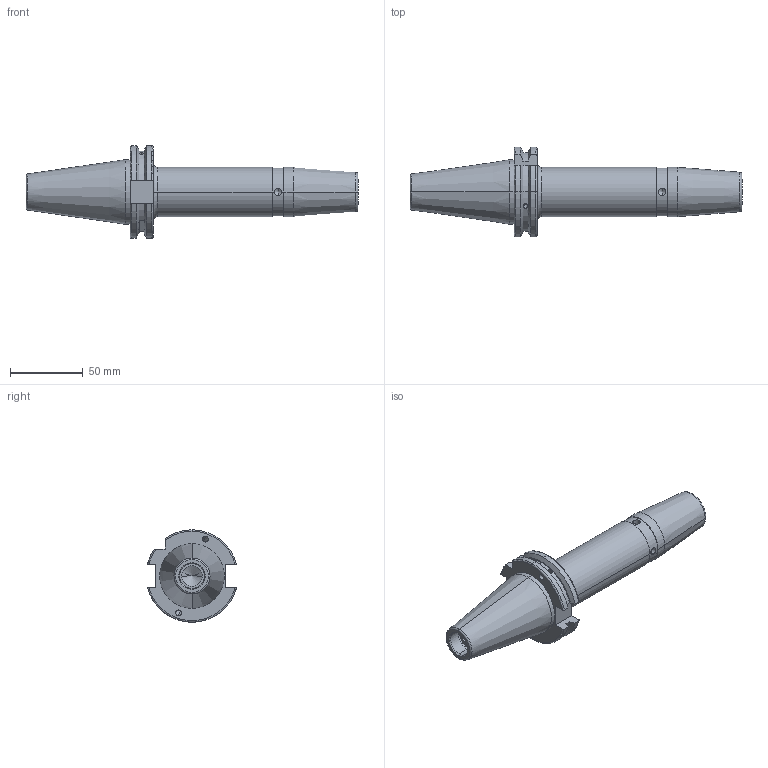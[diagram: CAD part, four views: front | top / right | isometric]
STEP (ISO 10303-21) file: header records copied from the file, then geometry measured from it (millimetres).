
FILE_DESCRIPTION (( 'STEP AP203' ), '1' );
FILE_NAME ('91406-SR214160.STEP', '2023-06-03T12:44:24', ( '' ), ( '' ), 'SwSTEP 2.0', 'SolidWorks 2018', '' );
FILE_SCHEMA (( 'CONFIG_CONTROL_DESIGN' ));
Length unit declared in the file: millimetre
Products named in the file (5): SK40SFC14160FWW; SCWM10X1; 91406-SR214160; GS-M4X4_DIN 913 - M4 x 4-N
Assembly tree (5 placements, depth 3):
  91406-SR214160
    SK40SFC14160FWW
      SK40SFC14160FWW
      SCWM10X1
      GS-M4X4_DIN 913 - M4 x 4-N  x2
Bounding box: 228.4 x 61.48 x 63.55 mm (x, y, z)
Volume: 208909 mm3; surface area: 41054.8 mm2
Topology: 4 solids, 4 shells, 237 faces, 595 edges, 371 vertices
Faces by surface type: cone 90, cylinder 68, plane 59, torus 16, bspline 4
Entity records: 6653 total; most frequent: CARTESIAN_POINT 1539, DIRECTION 1014, ORIENTED_EDGE 926, EDGE_CURVE 463, AXIS2_PLACEMENT_3D 404, VERTEX_POINT 295, EDGE_LOOP 214, CIRCLE 209
